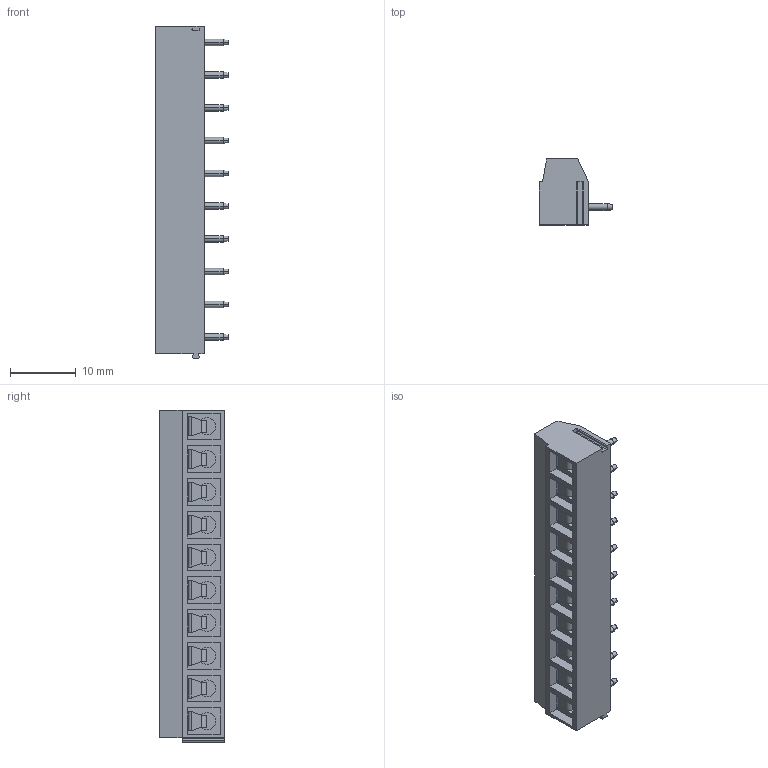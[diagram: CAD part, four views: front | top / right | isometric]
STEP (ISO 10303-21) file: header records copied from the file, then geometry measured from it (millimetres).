
FILE_DESCRIPTION((''),'2;1');
FILE_NAME('TL201R','2024-12-11T',('sj'),(''),'PRO/ENGINEER BY PARAMETRIC TECHNOLOGY CORPORATION, 2013240','PRO/ENGINEER BY PARAMETRIC TECHNOLOGY CORPORATION, 2013240','');
FILE_SCHEMA(('AUTOMOTIVE_DESIGN_CC2 { 1 2 10303 214 -1 1 5 2 }'));
Length unit declared in the file: millimetre
Products named in the file (1): TL201R
Bounding box: 11.2 x 10 x 50.68 mm (x, y, z)
Volume: 2970.2 mm3; surface area: 3207.8 mm2
Topology: 1 solids, 1 shells, 515 faces, 1309 edges, 826 vertices
Faces by surface type: plane 237, cylinder 178, cone 80, torus 20
Entity records: 15729 total; most frequent: CARTESIAN_POINT 2940, DIRECTION 2775, ORIENTED_EDGE 2618, EDGE_CURVE 1309, AXIS2_PLACEMENT_3D 1011, VERTEX_POINT 826, VECTOR 753, LINE 753
